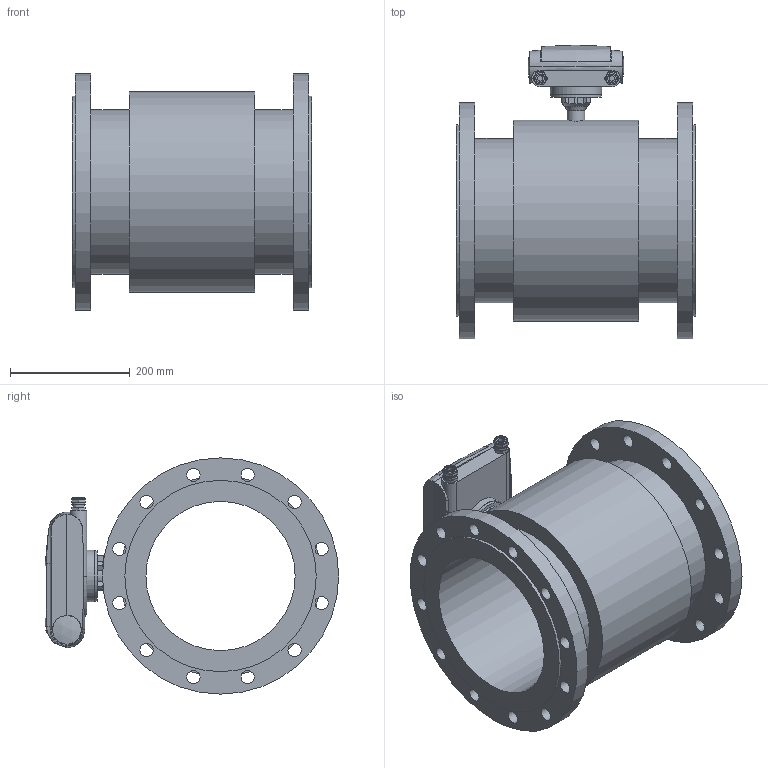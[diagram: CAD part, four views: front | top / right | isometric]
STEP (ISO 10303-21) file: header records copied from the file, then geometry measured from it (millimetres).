
FILE_DESCRIPTION (( 'STEP AP203' ), '1' );
FILE_NAME ('KROHNE_OPTIFLUX_2-4100C_180-WATERFLUX_3100C_180_DIN2632_DN250_PN10.STEP', '2011-05-04T07:21:06', ( '' ), ( '' ), 'SwSTEP 2.0', 'SolidWorks 2010', '' );
FILE_SCHEMA (( 'CONFIG_CONTROL_DESIGN' ));
Length unit declared in the file: millimetre
Products named in the file (1): KROHNE_OPTIFLUX_2-4100C_180-WATERFLUX_3100C_180_DIN2632_DN250_PN10
Bounding box: 400 x 490.5 x 395 mm (x, y, z)
Surface area: 1331708.3 mm2 (no closed solid volume)
Topology: 0 solids, 15 shells, 452 faces, 1186 edges, 797 vertices
Faces by surface type: plane 294, cylinder 103, bspline 32, torus 12, cone 9, sphere 2
Full cylindrical faces by diameter (mm): 6.6 x8, 9 x2, 14 x2, 20 x2, 22 x28, 29 x1, 84 x2, 249.5 x1, 274.5 x2, 320 x2, 336 x1, 395 x2
Entity records: 15687 total; most frequent: CARTESIAN_POINT 4866, ORIENTED_EDGE 2138, DIRECTION 2085, EDGE_CURVE 1082, VERTEX_POINT 759, VECTOR 717, LINE 717, AXIS2_PLACEMENT_3D 684
